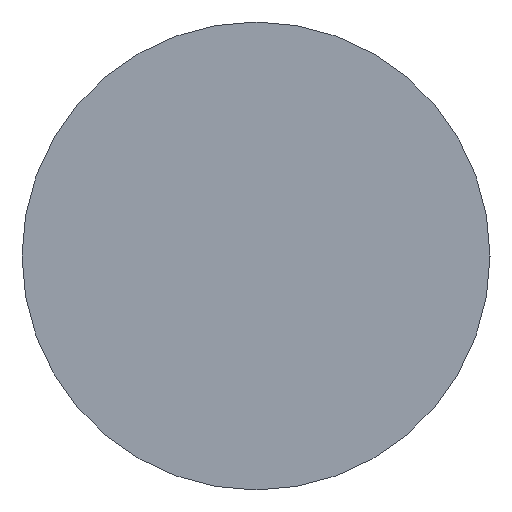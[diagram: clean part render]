
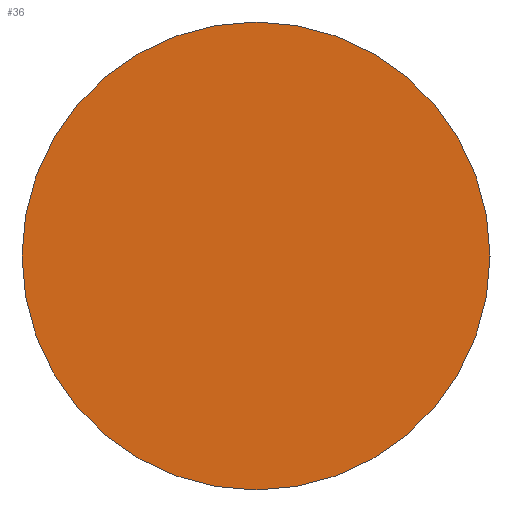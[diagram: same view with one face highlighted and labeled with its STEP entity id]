
A CAD part, left-side view. The second image highlights one B-rep face of the part: STEP entity #36.
In plain terms, the highlighted planar face has unit normal (-1, 0, 0).
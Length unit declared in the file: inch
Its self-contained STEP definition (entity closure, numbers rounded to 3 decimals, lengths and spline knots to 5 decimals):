
#17=FACE_OUTER_BOUND('',#20,.T.);
#20=EDGE_LOOP('',(#30));
#24=CIRCLE('',#48,0.25);
#26=VERTEX_POINT('',#66);
#28=EDGE_CURVE('',#26,#26,#24,.T.);
#30=ORIENTED_EDGE('',*,*,#28,.F.);
#34=PLANE('',#47);
#36=ADVANCED_FACE('',(#17),#34,.F.);
#47=AXIS2_PLACEMENT_3D('',#65,#54,#55);
#48=AXIS2_PLACEMENT_3D('',#67,#56,#57);
#54=DIRECTION('center_axis',(1.,0.,0.));
#55=DIRECTION('ref_axis',(0.,-1.,0.));
#56=DIRECTION('center_axis',(1.,0.,0.));
#57=DIRECTION('ref_axis',(0.,-1.,0.));
#65=CARTESIAN_POINT('Origin',(-15.,0.,0.));
#66=CARTESIAN_POINT('',(-15.,-0.25,0.));
#67=CARTESIAN_POINT('Origin',(-15.,0.,0.));
